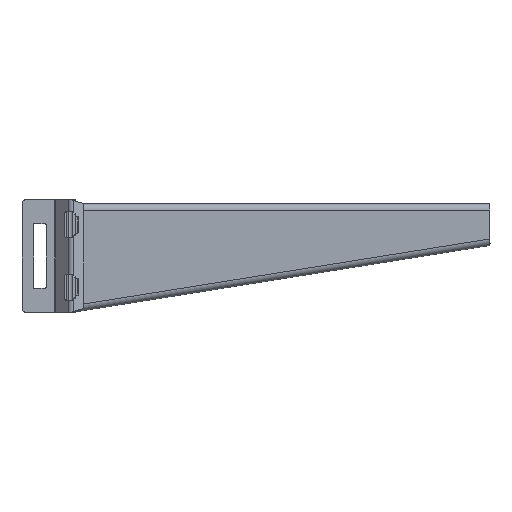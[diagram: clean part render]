
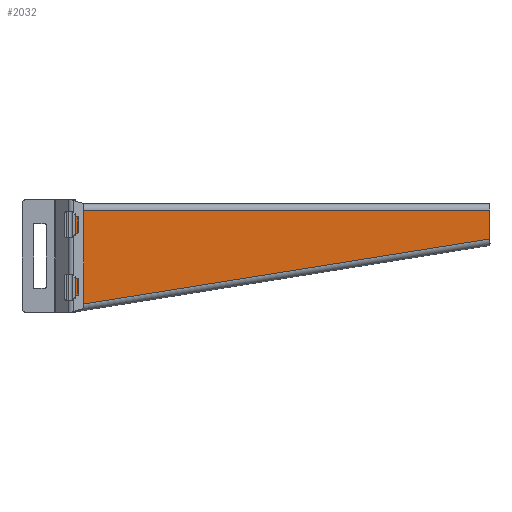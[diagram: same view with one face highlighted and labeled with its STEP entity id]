
A CAD part, top view. The second image highlights one B-rep face of the part: STEP entity #2032.
In plain terms, the highlighted planar face has unit normal (0, 0, 1).
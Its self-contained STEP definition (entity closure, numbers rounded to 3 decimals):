
#795=DIRECTION('',(0.987,0.158,0.));
#796=VECTOR('',#795,521.554);
#797=CARTESIAN_POINT('',(0.,34.6,4.));
#798=LINE('',#797,#796);
#799=DIRECTION('',(0.,-1.,0.));
#800=VECTOR('',#799,118.292);
#801=CARTESIAN_POINT('',(0.,152.892,4.));
#802=LINE('',#801,#800);
#803=DIRECTION('',(1.,0.,0.));
#804=VECTOR('',#803,515.);
#805=CARTESIAN_POINT('',(0.,152.892,4.));
#806=LINE('',#805,#804);
#807=DIRECTION('',(0.,1.,0.));
#808=VECTOR('',#807,35.87);
#809=CARTESIAN_POINT('',(515.,117.022,4.));
#810=LINE('',#809,#808);
#1464=CARTESIAN_POINT('',(0.,152.892,4.));
#1465=VERTEX_POINT('',#1464);
#1470=CARTESIAN_POINT('',(515.,152.892,4.));
#1471=VERTEX_POINT('',#1470);
#1480=CARTESIAN_POINT('',(515.,117.022,4.));
#1481=VERTEX_POINT('',#1480);
#1482=CARTESIAN_POINT('',(0.,34.6,4.));
#1483=VERTEX_POINT('',#1482);
#2019=CARTESIAN_POINT('',(0.,0.,4.));
#2020=DIRECTION('',(0.,0.,1.));
#2021=DIRECTION('',(1.,0.,0.));
#2022=AXIS2_PLACEMENT_3D('',#2019,#2020,#2021);
#2023=PLANE('',#2022);
#2025=ORIENTED_EDGE('',*,*,#2024,.F.);
#2026=ORIENTED_EDGE('',*,*,#2014,.F.);
#2027=ORIENTED_EDGE('',*,*,#1540,.T.);
#2029=ORIENTED_EDGE('',*,*,#2028,.F.);
#2030=EDGE_LOOP('',(#2025,#2026,#2027,#2029));
#2031=FACE_OUTER_BOUND('',#2030,.F.);
#2032=ADVANCED_FACE('',(#2031),#2023,.T.);
#1540=EDGE_CURVE('',#1465,#1471,#806,.T.);
#2014=EDGE_CURVE('',#1465,#1483,#802,.T.);
#2024=EDGE_CURVE('',#1483,#1481,#798,.T.);
#2028=EDGE_CURVE('',#1481,#1471,#810,.T.);
